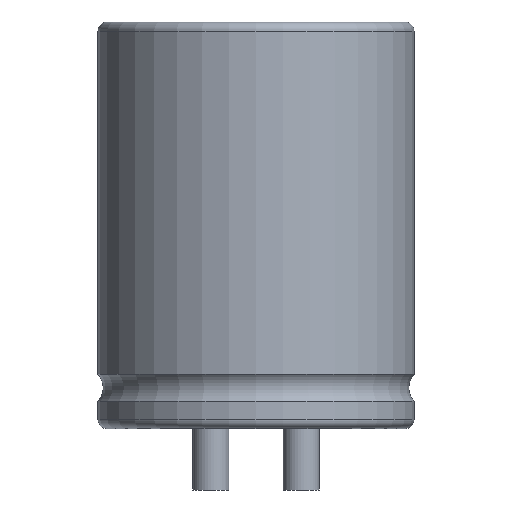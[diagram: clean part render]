
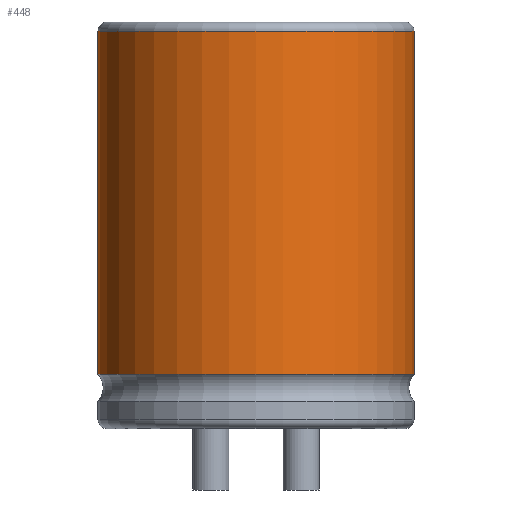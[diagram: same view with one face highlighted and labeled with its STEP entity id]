
A CAD part, front view. The second image highlights one B-rep face of the part: STEP entity #448.
In plain terms, the highlighted cylindrical face has radius 17.5 mm (diameter 35 mm), a full revolution.
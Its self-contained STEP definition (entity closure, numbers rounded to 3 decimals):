
#289 = TOROIDAL_SURFACE('',#290,16.5,1.);
#290 = AXIS2_PLACEMENT_3D('',#291,#292,#293);
#291 = CARTESIAN_POINT('',(0.,44.,0.)
  );
#292 = DIRECTION('',(0.,-1.,0.));
#293 = DIRECTION('',(1.,0.,0.));
#340 = VERTEX_POINT('',#341);
#341 = CARTESIAN_POINT('',(17.5,44.,0.));
#363 = EDGE_CURVE('',#340,#340,#364,.T.);
#364 = SURFACE_CURVE('',#365,(#370,#377),.PCURVE_S1.);
#365 = CIRCLE('',#366,17.5);
#366 = AXIS2_PLACEMENT_3D('',#367,#368,#369);
#367 = CARTESIAN_POINT('',(0.,44.,0.)
  );
#368 = DIRECTION('',(0.,-1.,0.));
#369 = DIRECTION('',(1.,0.,0.));
#370 = PCURVE('',#289,#371);
#371 = DEFINITIONAL_REPRESENTATION('',(#372),#376);
#372 = LINE('',#373,#374);
#373 = CARTESIAN_POINT('',(0.,6.283));
#374 = VECTOR('',#375,1.);
#375 = DIRECTION('',(1.,0.));
#376 = ( GEOMETRIC_REPRESENTATION_CONTEXT(2) 
PARAMETRIC_REPRESENTATION_CONTEXT() REPRESENTATION_CONTEXT('2D SPACE',''
  ) );
#377 = PCURVE('',#378,#383);
#378 = CYLINDRICAL_SURFACE('',#379,17.5);
#379 = AXIS2_PLACEMENT_3D('',#380,#381,#382);
#380 = CARTESIAN_POINT('',(0.,45.,0.));
#381 = DIRECTION('',(0.,-1.,0.));
#382 = DIRECTION('',(1.,0.,0.));
#383 = DEFINITIONAL_REPRESENTATION('',(#384),#388);
#384 = LINE('',#385,#386);
#385 = CARTESIAN_POINT('',(0.,1.));
#386 = VECTOR('',#387,1.);
#387 = DIRECTION('',(1.,0.));
#388 = ( GEOMETRIC_REPRESENTATION_CONTEXT(2) 
PARAMETRIC_REPRESENTATION_CONTEXT() REPRESENTATION_CONTEXT('2D SPACE',''
  ) );
#448 = ADVANCED_FACE('',(#449),#378,.T.);
#449 = FACE_BOUND('',#450,.T.);
#450 = EDGE_LOOP('',(#451,#474,#475,#476));
#451 = ORIENTED_EDGE('',*,*,#452,.F.);
#452 = EDGE_CURVE('',#340,#453,#455,.T.);
#453 = VERTEX_POINT('',#454);
#454 = CARTESIAN_POINT('',(17.5,6.,0.));
#455 = SEAM_CURVE('',#456,(#460,#467),.PCURVE_S1.);
#456 = LINE('',#457,#458);
#457 = CARTESIAN_POINT('',(17.5,45.,0.));
#458 = VECTOR('',#459,1.);
#459 = DIRECTION('',(0.,-1.,0.));
#460 = PCURVE('',#378,#461);
#461 = DEFINITIONAL_REPRESENTATION('',(#462),#466);
#462 = LINE('',#463,#464);
#463 = CARTESIAN_POINT('',(0.,0.));
#464 = VECTOR('',#465,1.);
#465 = DIRECTION('',(0.,1.));
#466 = ( GEOMETRIC_REPRESENTATION_CONTEXT(2) 
PARAMETRIC_REPRESENTATION_CONTEXT() REPRESENTATION_CONTEXT('2D SPACE',''
  ) );
#467 = PCURVE('',#378,#468);
#468 = DEFINITIONAL_REPRESENTATION('',(#469),#473);
#469 = LINE('',#470,#471);
#470 = CARTESIAN_POINT('',(6.283,0.));
#471 = VECTOR('',#472,1.);
#472 = DIRECTION('',(0.,1.));
#473 = ( GEOMETRIC_REPRESENTATION_CONTEXT(2) 
PARAMETRIC_REPRESENTATION_CONTEXT() REPRESENTATION_CONTEXT('2D SPACE',''
  ) );
#474 = ORIENTED_EDGE('',*,*,#363,.T.);
#475 = ORIENTED_EDGE('',*,*,#452,.T.);
#476 = ORIENTED_EDGE('',*,*,#477,.F.);
#477 = EDGE_CURVE('',#453,#453,#478,.T.);
#478 = SURFACE_CURVE('',#479,(#484,#491),.PCURVE_S1.);
#479 = CIRCLE('',#480,17.5);
#480 = AXIS2_PLACEMENT_3D('',#481,#482,#483);
#481 = CARTESIAN_POINT('',(0.,6.,0.));
#482 = DIRECTION('',(0.,-1.,0.));
#483 = DIRECTION('',(1.,0.,0.));
#484 = PCURVE('',#378,#485);
#485 = DEFINITIONAL_REPRESENTATION('',(#486),#490);
#486 = LINE('',#487,#488);
#487 = CARTESIAN_POINT('',(0.,39.));
#488 = VECTOR('',#489,1.);
#489 = DIRECTION('',(1.,0.));
#490 = ( GEOMETRIC_REPRESENTATION_CONTEXT(2) 
PARAMETRIC_REPRESENTATION_CONTEXT() REPRESENTATION_CONTEXT('2D SPACE',''
  ) );
#491 = PCURVE('',#492,#497);
#492 = TOROIDAL_SURFACE('',#493,19.164,2.24);
#493 = AXIS2_PLACEMENT_3D('',#494,#495,#496);
#494 = CARTESIAN_POINT('',(0.,4.5,0.));
#495 = DIRECTION('',(0.,1.,0.));
#496 = DIRECTION('',(1.,0.,0.));
#497 = DEFINITIONAL_REPRESENTATION('',(#498),#502);
#498 = LINE('',#499,#500);
#499 = CARTESIAN_POINT('',(-0.,2.408));
#500 = VECTOR('',#501,1.);
#501 = DIRECTION('',(-1.,0.));
#502 = ( GEOMETRIC_REPRESENTATION_CONTEXT(2) 
PARAMETRIC_REPRESENTATION_CONTEXT() REPRESENTATION_CONTEXT('2D SPACE',''
  ) );
